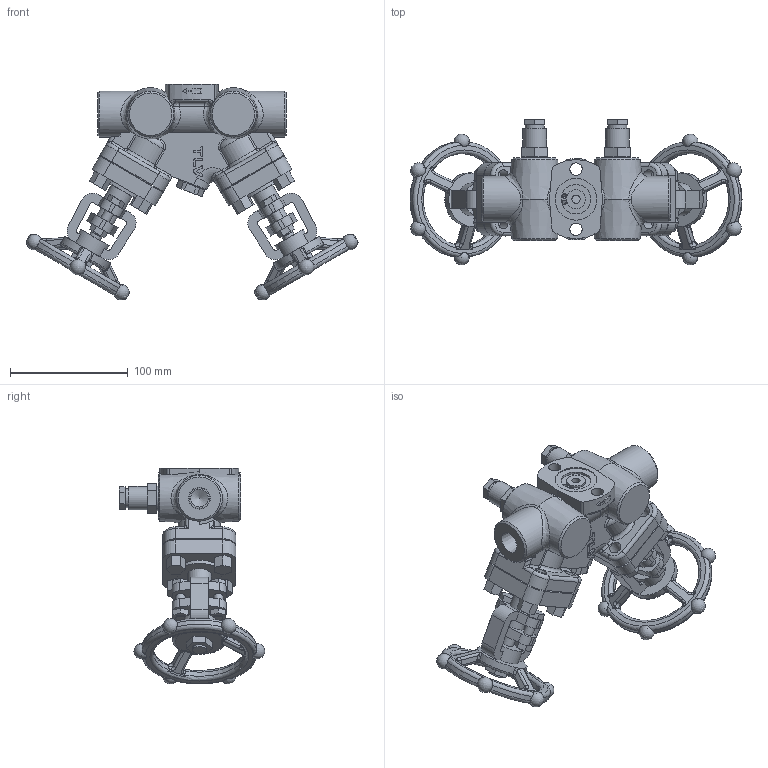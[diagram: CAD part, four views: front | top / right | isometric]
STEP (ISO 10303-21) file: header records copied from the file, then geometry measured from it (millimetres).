
FILE_DESCRIPTION(/* description */ (''),/* implementation_level */ '2;1');
FILE_NAME(/* name */ 'v2lb0-015-screw-00.stp',/* time_stamp */ '2018-04-19T09:09:53+09:00',/* author */ ('nakaot'),/* organization */ (''),/* preprocessor_version */ 'ST-DEVELOPER v15.6',/* originating_system */ 'Autodesk Inventor 2015',/* authorisation */ '');
FILE_SCHEMA (('CONFIG_CONTROL_DESIGN'));
Length unit declared in the file: millimetre
Products named in the file (1): v2lb0-015-screw-00
Bounding box: 281.46 x 123.51 x 182.91 mm (x, y, z)
Volume: 759633.4 mm3; surface area: 166842.5 mm2
Topology: 3 solids, 13 shells, 1016 faces, 2680 edges, 1685 vertices
Faces by surface type: plane 387, cylinder 288, bspline 226, torus 66, cone 37, sphere 12
Full cylindrical faces by diameter (mm): 4 x2, 7 x3, 8 x9, 10 x12, 10.5 x2, 11.445 x10, 12 x2, 14.05 x2, 15 x2, 15.2 x1, 16 x5, 17.5 x2, 20 x4, 21 x5, 25 x1, 28 x2, 35.5 x1, 38 x2, 39 x2, 40 x4
Entity records: 38989 total; most frequent: CARTESIAN_POINT 15855, ORIENTED_EDGE 4968, DIRECTION 4331, EDGE_CURVE 2482, VERTEX_POINT 1633, AXIS2_PLACEMENT_3D 1626, EDGE_LOOP 1229, LINE 1079
